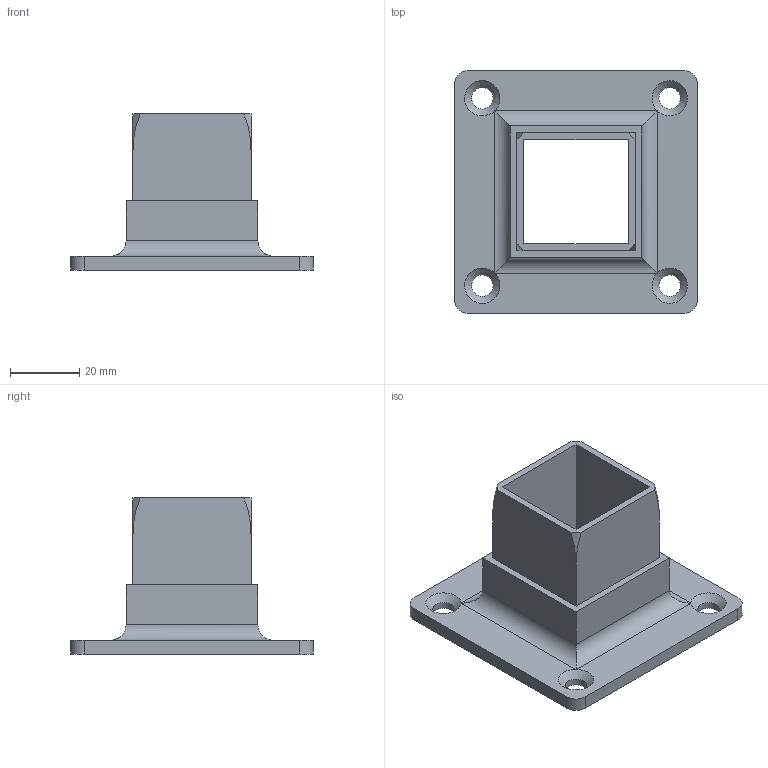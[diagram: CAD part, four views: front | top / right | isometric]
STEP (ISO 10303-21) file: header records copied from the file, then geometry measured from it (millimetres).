
FILE_DESCRIPTION(/* description */ (''),/* implementation_level */ '2;1');
FILE_NAME(/* name */ 'Wandanker_geschlieffen_X247.stp',/* time_stamp */ '2017-06-15T10:06:21+02:00',/* author */ (''),/* organization */ (''),/* preprocessor_version */ 'ST-DEVELOPER v16',/* originating_system */ 'SIEMENS PLM Software NX 11.0',/* authorisation */ '');
FILE_SCHEMA (('AUTOMOTIVE_DESIGN { 1 0 10303 214 3 1 1 1 }'));
Length unit declared in the file: millimetre
Products named in the file (1): Goge2128018Ckwyy
Bounding box: 70 x 70 x 45 mm (x, y, z)
Volume: 27765 mm3; surface area: 19725.8 mm2
Topology: 1 solids, 1 shells, 48 faces, 132 edges, 84 vertices
Faces by surface type: plane 24, cylinder 16, cone 4, bspline 4
Full cylindrical faces by diameter (mm): 6.2 x4
Entity records: 1698 total; most frequent: CARTESIAN_POINT 515, ORIENTED_EDGE 240, DIRECTION 222, EDGE_CURVE 120, VERTEX_POINT 80, AXIS2_PLACEMENT_3D 77, LINE 68, VECTOR 68
